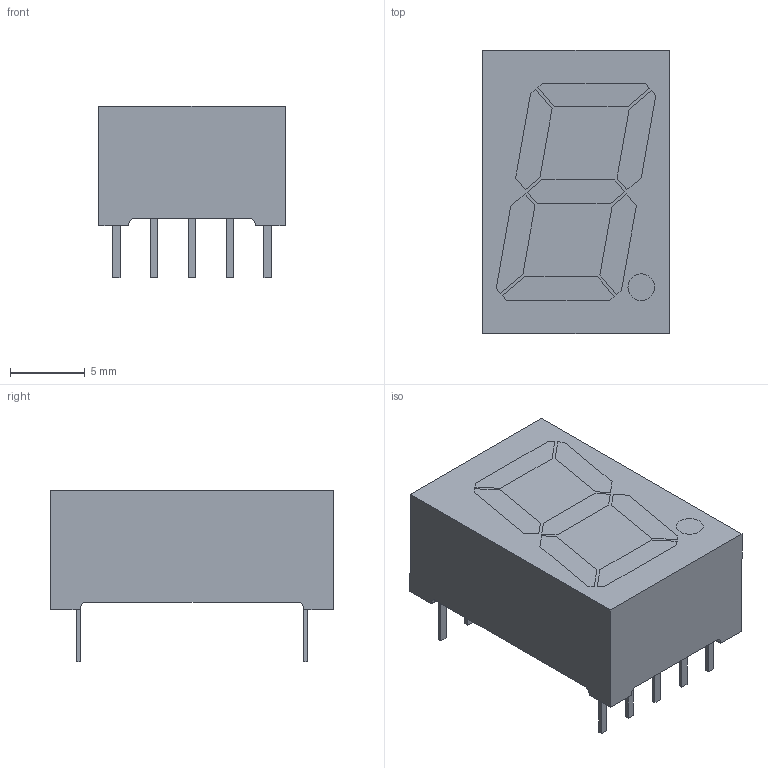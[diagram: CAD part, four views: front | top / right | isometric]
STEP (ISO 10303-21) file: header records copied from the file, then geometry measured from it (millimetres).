
FILE_DESCRIPTION(('STEP AP214'),'1');
FILE_NAME('27762.stp','2017-07-17T18:31:44',('TraceParts'),('TraceParts S.A.'),'Spatial InterOp 3D',' ',' ');
FILE_SCHEMA(('automotive_design'));
Length unit declared in the file: millimetre
Products named in the file (16): 27762_1; 27762_2; 27762_3; 27762_4; 27762_5; 27762_6; 27762_7; 27762_8; 27762_9; 27762_10; 27762_11; 27762_12; 27762_13; 27762_14; 27762_15; 27762_16
Bounding box: 12.5 x 19 x 11.5 mm (x, y, z)
Volume: 1791.9 mm3; surface area: 2264.3 mm2
Topology: 16 solids, 16 shells, 220 faces, 540 edges, 360 vertices
Faces by surface type: plane 208, cylinder 12
Entity records: 8530 total; most frequent: CARTESIAN_POINT 1136, ORIENTED_EDGE 1080, DIRECTION 1036, EDGE_CURVE 540, LINE 516, VECTOR 516, VERTEX_POINT 360, AXIS2_PLACEMENT_3D 260
